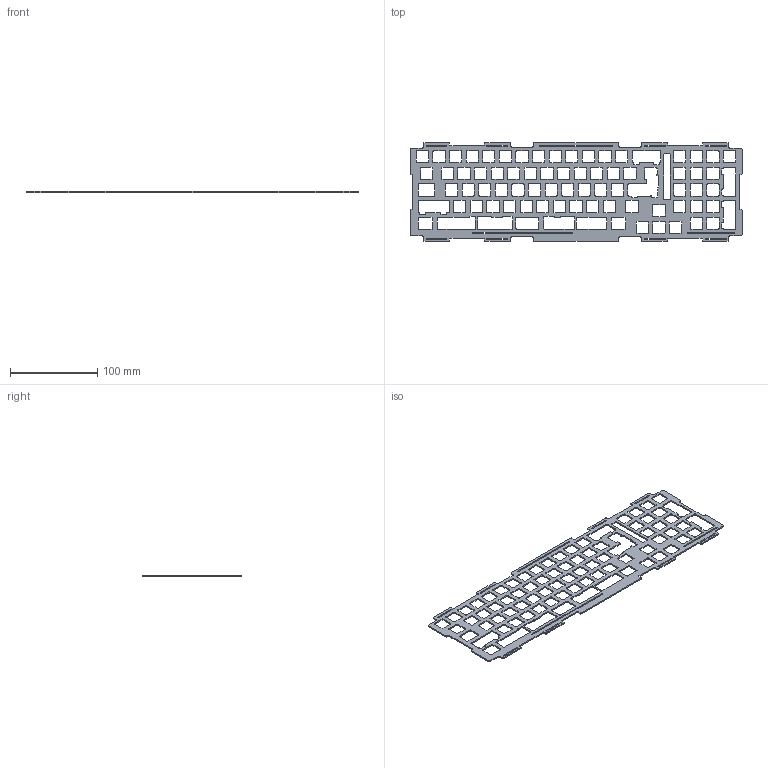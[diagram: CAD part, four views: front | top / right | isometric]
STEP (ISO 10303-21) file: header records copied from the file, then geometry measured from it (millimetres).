
FILE_DESCRIPTION(/* description */ (''),/* implementation_level */ '2;1');
FILE_NAME(/* name */ 'Petrichor_V0.2_Universal.step',/* time_stamp */ '2023-08-02T13:14:20+01:00',/* author */ (''),/* organization */ (''),/* preprocessor_version */ 'ST-DEVELOPER v19.2',/* originating_system */ 'Autodesk Translation Framework v11.17.0.187',/* authorisation */ '');
FILE_SCHEMA (('AUTOMOTIVE_DESIGN { 1 0 10303 214 3 1 1 }'));
Length unit declared in the file: millimetre
Products named in the file (1): FusionComponent
Bounding box: 381.07 x 113.49 x 1.5 mm (x, y, z)
Volume: 31740 mm3; surface area: 52797.7 mm2
Topology: 1 solids, 1 shells, 895 faces, 2679 edges, 1786 vertices
Faces by surface type: plane 464, cylinder 431
Entity records: 30756 total; most frequent: CARTESIAN_POINT 5361, ORIENTED_EDGE 5358, DIRECTION 5333, EDGE_CURVE 2679, LINE 1817, VECTOR 1817, VERTEX_POINT 1786, AXIS2_PLACEMENT_3D 1758
